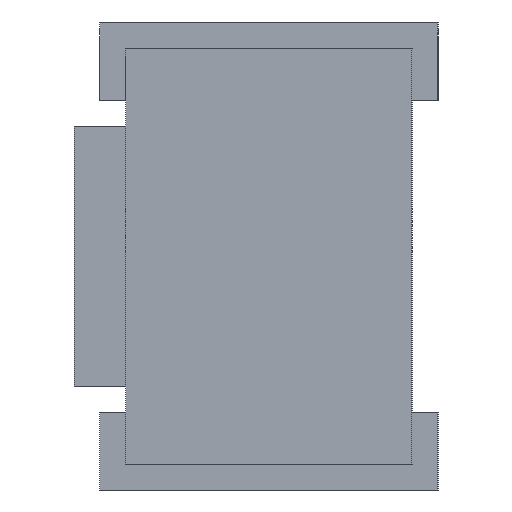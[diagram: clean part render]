
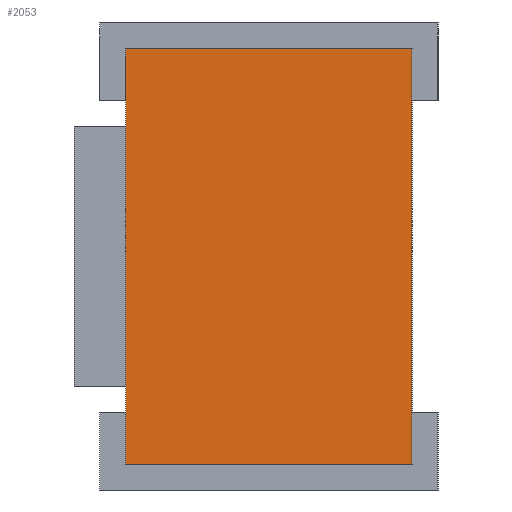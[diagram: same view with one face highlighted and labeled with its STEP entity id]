
A CAD part, left-side view. The second image highlights one B-rep face of the part: STEP entity #2053.
In plain terms, the highlighted planar face has unit normal (-1, 0, 0).
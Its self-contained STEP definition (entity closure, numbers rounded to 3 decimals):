
#1992 = CARTESIAN_POINT ( 'NONE',  ( -0.8, 0.05, -0.4 ) ) ;
#1993 = VERTEX_POINT ( 'NONE', #1992 ) ;
#2000 = CARTESIAN_POINT ( 'NONE',  ( -0.8, 0.6, -0.4 ) ) ;
#2001 = VERTEX_POINT ( 'NONE', #2000 ) ;
#2002 = CARTESIAN_POINT ( 'NONE',  ( -0.8, 0.6, -0.4 ) ) ;
#2003 = DIRECTION ( 'NONE',  ( 0., -1., 0. ) ) ;
#2004 = VECTOR ( 'NONE', #2003, 1000. ) ;
#2005 = LINE ( 'NONE', #2002, #2004 ) ;
#2006 = EDGE_CURVE ( 'NONE', #2001, #1993, #2005, .T. ) ;
#2023 = CARTESIAN_POINT ( 'NONE',  ( -0.8, 0.05, 0.4 ) ) ;
#2024 = VERTEX_POINT ( 'NONE', #2023 ) ;
#2025 = CARTESIAN_POINT ( 'NONE',  ( -0.8, 0.05, 0.4 ) ) ;
#2026 = DIRECTION ( 'NONE',  ( 0., 0., 1. ) ) ;
#2027 = VECTOR ( 'NONE', #2026, 1000. ) ;
#2028 = LINE ( 'NONE', #2025, #2027 ) ;
#2029 = EDGE_CURVE ( 'NONE', #1993, #2024, #2028, .T. ) ;
#2030 = ORIENTED_EDGE ( 'NONE', *, *, #2029, .T. ) ;
#2031 = CARTESIAN_POINT ( 'NONE',  ( -0.8, 0.6, 0.4 ) ) ;
#2032 = VERTEX_POINT ( 'NONE', #2031 ) ;
#2033 = CARTESIAN_POINT ( 'NONE',  ( -0.8, 0.6, 0.4 ) ) ;
#2034 = DIRECTION ( 'NONE',  ( 0., -1., 0. ) ) ;
#2035 = VECTOR ( 'NONE', #2034, 1000. ) ;
#2036 = LINE ( 'NONE', #2033, #2035 ) ;
#2037 = EDGE_CURVE ( 'NONE', #2032, #2024, #2036, .T. ) ;
#2038 = ORIENTED_EDGE ( 'NONE', *, *, #2037, .F. ) ;
#2039 = CARTESIAN_POINT ( 'NONE',  ( -0.8, 0.6, 0.4 ) ) ;
#2040 = DIRECTION ( 'NONE',  ( 0., 0., 1. ) ) ;
#2041 = VECTOR ( 'NONE', #2040, 1000. ) ;
#2042 = LINE ( 'NONE', #2039, #2041 ) ;
#2043 = EDGE_CURVE ( 'NONE', #2001, #2032, #2042, .T. ) ;
#2044 = ORIENTED_EDGE ( 'NONE', *, *, #2043, .F. ) ;
#2045 = ORIENTED_EDGE ( 'NONE', *, *, #2006, .T. ) ;
#2046 = EDGE_LOOP ( 'NONE', ( #2030, #2038, #2044, #2045 ) ) ;
#2047 = FACE_OUTER_BOUND ( 'NONE', #2046, .T. ) ;
#2048 = CARTESIAN_POINT ( 'NONE',  ( -0.8, 0.6, 0.4 ) ) ;
#2049 = DIRECTION ( 'NONE',  ( 1., 0., 0. ) ) ;
#2050 = DIRECTION ( 'NONE',  ( 0., 0., -1. ) ) ;
#2051 = AXIS2_PLACEMENT_3D ( 'NONE', #2048, #2049, #2050 ) ;
#2052 = PLANE ( 'NONE', #2051 ) ;
#2053 = ADVANCED_FACE ( 'NONE', ( #2047 ), #2052, .F. ) ;
